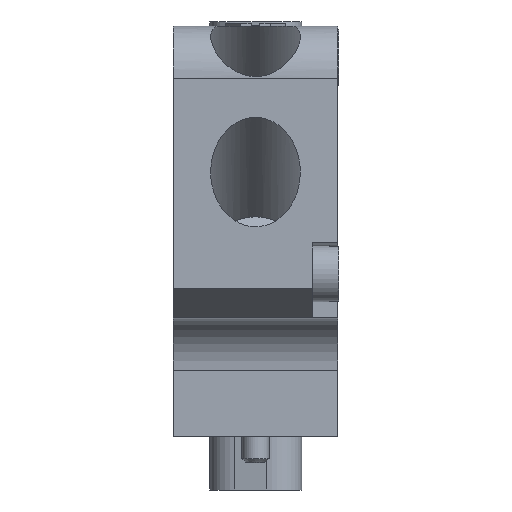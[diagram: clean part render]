
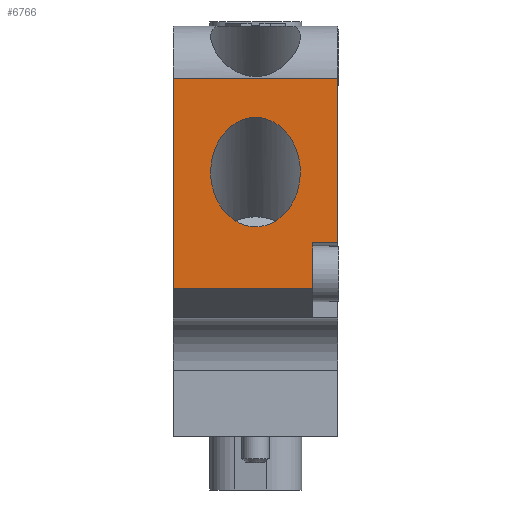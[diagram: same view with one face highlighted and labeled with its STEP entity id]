
A CAD part, front view. The second image highlights one B-rep face of the part: STEP entity #6766.
In plain terms, the highlighted face is planar.
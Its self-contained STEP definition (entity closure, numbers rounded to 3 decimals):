
#6197=FACE_BOUND('',#8985,.T.);
#6198=FACE_BOUND('',#8986,.T.);
#6456=ELLIPSE('',#20821,5.246,4.297);
#6766=ADVANCED_FACE('',(#6197,#6198),#7582,.T.);
#7582=PLANE('',#20822);
#8985=EDGE_LOOP('',(#10192,#10193,#10194,#10195,#10196,#10197));
#8986=EDGE_LOOP('',(#10198));
#10192=ORIENTED_EDGE('',*,*,#15488,.F.);
#10193=ORIENTED_EDGE('',*,*,#15486,.F.);
#10194=ORIENTED_EDGE('',*,*,#15489,.T.);
#10195=ORIENTED_EDGE('',*,*,#15490,.T.);
#10196=ORIENTED_EDGE('',*,*,#15491,.T.);
#10197=ORIENTED_EDGE('',*,*,#15492,.T.);
#10198=ORIENTED_EDGE('',*,*,#15493,.T.);
#14134=VERTEX_POINT('',#25496);
#14135=VERTEX_POINT('',#25498);
#14136=VERTEX_POINT('',#25502);
#14137=VERTEX_POINT('',#25504);
#14138=VERTEX_POINT('',#25506);
#14139=VERTEX_POINT('',#25508);
#14140=VERTEX_POINT('',#25511);
#15486=EDGE_CURVE('',#14134,#14135,#17448,.T.);
#15488=EDGE_CURVE('',#14135,#14136,#17449,.T.);
#15489=EDGE_CURVE('',#14134,#14137,#17450,.T.);
#15490=EDGE_CURVE('',#14137,#14138,#17451,.T.);
#15491=EDGE_CURVE('',#14138,#14139,#17452,.T.);
#15492=EDGE_CURVE('',#14139,#14136,#17453,.T.);
#15493=EDGE_CURVE('',#14140,#14140,#6456,.T.);
#17448=LINE('',#25497,#19117);
#17449=LINE('',#25501,#19118);
#17450=LINE('',#25503,#19119);
#17451=LINE('',#25505,#19120);
#17452=LINE('',#25507,#19121);
#17453=LINE('',#25509,#19122);
#19117=VECTOR('',#21838,1.);
#19118=VECTOR('',#21843,1.);
#19119=VECTOR('',#21844,1.);
#19120=VECTOR('',#21845,1.);
#19121=VECTOR('',#21846,1.);
#19122=VECTOR('',#21847,1.);
#20821=AXIS2_PLACEMENT_3D('',#25510,#21848,#21849);
#20822=AXIS2_PLACEMENT_3D('',#25512,#21850,#21851);
#21838=DIRECTION('',(0.,1.,0.));
#21843=DIRECTION('',(1.,0.,0.));
#21844=DIRECTION('',(1.,0.,0.));
#21845=DIRECTION('',(0.,1.,0.));
#21846=DIRECTION('',(-1.,0.,0.));
#21847=DIRECTION('',(0.,1.,0.));
#21848=DIRECTION('',(0.,0.,-1.));
#21849=DIRECTION('',(1.,0.,0.));
#21850=DIRECTION('',(0.,0.,1.));
#21851=DIRECTION('',(1.,0.,0.));
#25496=CARTESIAN_POINT('',(30.699,-15.8,59.861));
#25497=CARTESIAN_POINT('',(30.699,-15.8,59.861));
#25498=CARTESIAN_POINT('',(30.699,0.,59.861));
#25501=CARTESIAN_POINT('',(30.699,0.,59.861));
#25502=CARTESIAN_POINT('',(46.499,0.,59.861));
#25503=CARTESIAN_POINT('',(30.699,-15.8,59.861));
#25504=CARTESIAN_POINT('',(50.898,-15.8,59.861));
#25505=CARTESIAN_POINT('',(50.898,-15.8,59.861));
#25506=CARTESIAN_POINT('',(50.898,-2.4,59.861));
#25507=CARTESIAN_POINT('',(50.898,-2.4,59.861));
#25508=CARTESIAN_POINT('',(46.499,-2.4,59.861));
#25509=CARTESIAN_POINT('',(46.499,-2.4,59.861));
#25510=CARTESIAN_POINT('',(39.701,-7.9,59.861));
#25511=CARTESIAN_POINT('',(44.946,-7.9,59.861));
#25512=CARTESIAN_POINT('',(30.699,-15.8,59.861));
